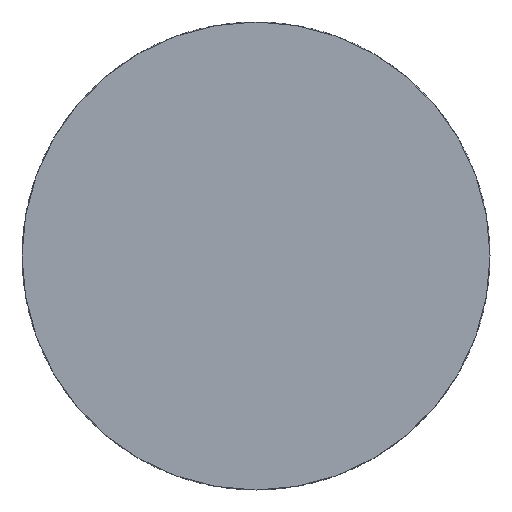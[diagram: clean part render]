
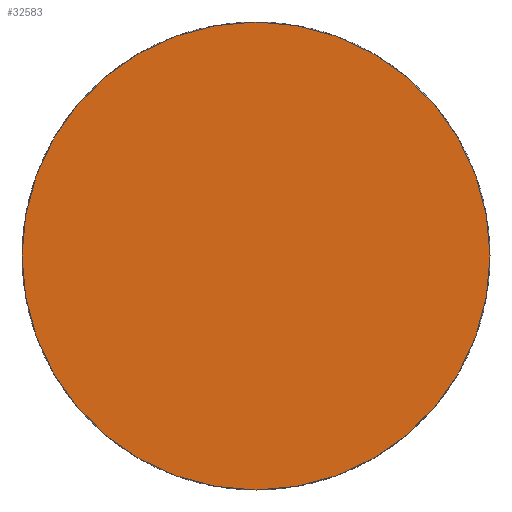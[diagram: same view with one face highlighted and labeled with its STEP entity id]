
A CAD part, front view. The second image highlights one B-rep face of the part: STEP entity #32583.
In plain terms, the highlighted planar face has unit normal (0, -1, 0).
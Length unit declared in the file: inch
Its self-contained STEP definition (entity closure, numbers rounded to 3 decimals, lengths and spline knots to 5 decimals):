
#634 = CIRCLE ( 'NONE', #12503, 0.479 ) ;
#2161 = DIRECTION ( 'NONE',  ( 0., 1., 0. ) ) ;
#3108 = VERTEX_POINT ( 'NONE', #30221 ) ;
#5942 = EDGE_CURVE ( 'NONE', #22807, #3108, #634, .T. ) ;
#6059 = CARTESIAN_POINT ( 'NONE',  ( 0., 0., 0. ) ) ;
#9144 = DIRECTION ( 'NONE',  ( 0., 0., 1. ) ) ;
#12503 = AXIS2_PLACEMENT_3D ( 'NONE', #20517, #2161, #23612 ) ;
#13782 = CARTESIAN_POINT ( 'NONE',  ( 0., 0., -0.479 ) ) ;
#14317 = EDGE_LOOP ( 'NONE', ( #39584, #19647 ) ) ;
#18129 = DIRECTION ( 'NONE',  ( 0., 1., 0. ) ) ;
#19647 = ORIENTED_EDGE ( 'NONE', *, *, #23301, .F. ) ;
#20517 = CARTESIAN_POINT ( 'NONE',  ( 0., 0., 0. ) ) ;
#21024 = CIRCLE ( 'NONE', #32896, 0.479 ) ;
#22807 = VERTEX_POINT ( 'NONE', #13782 ) ;
#23301 = EDGE_CURVE ( 'NONE', #3108, #22807, #21024, .T. ) ;
#23612 = DIRECTION ( 'NONE',  ( 0., 0., 1. ) ) ;
#25389 = FACE_OUTER_BOUND ( 'NONE', #14317, .T. ) ;
#25432 = AXIS2_PLACEMENT_3D ( 'NONE', #36537, #18129, #39598 ) ;
#27564 = DIRECTION ( 'NONE',  ( 0., 1., 0. ) ) ;
#30221 = CARTESIAN_POINT ( 'NONE',  ( 0., 0., 0.479 ) ) ;
#32583 = ADVANCED_FACE ( 'NONE', ( #25389 ), #39473, .F. ) ;
#32896 = AXIS2_PLACEMENT_3D ( 'NONE', #6059, #27564, #9144 ) ;
#36537 = CARTESIAN_POINT ( 'NONE',  ( 0., 0., 0. ) ) ;
#39473 = PLANE ( 'NONE',  #25432 ) ;
#39584 = ORIENTED_EDGE ( 'NONE', *, *, #5942, .F. ) ;
#39598 = DIRECTION ( 'NONE',  ( 0., 0., 1. ) ) ;
